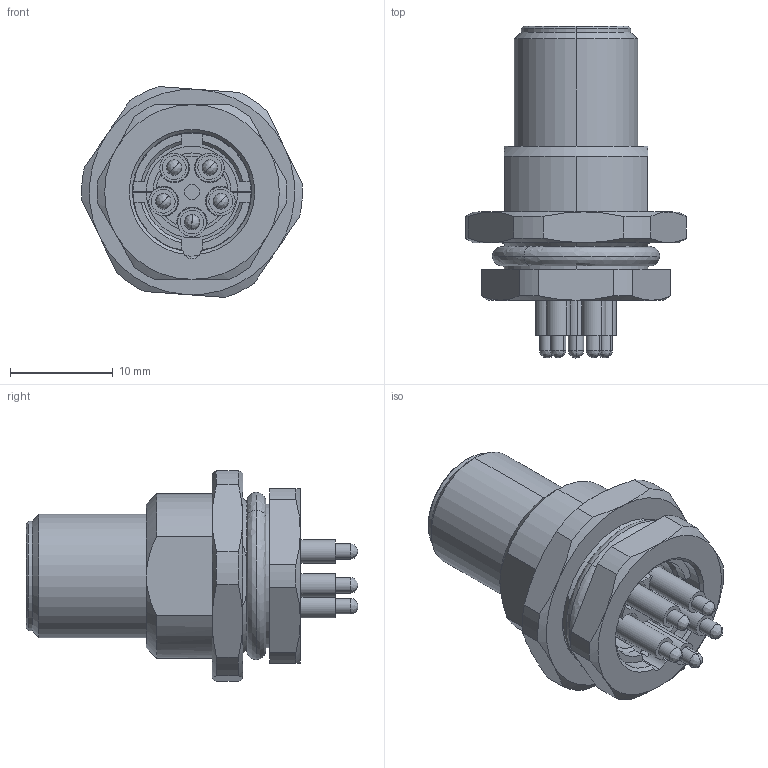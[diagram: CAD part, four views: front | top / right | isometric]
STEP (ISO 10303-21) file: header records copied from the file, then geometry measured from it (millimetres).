
FILE_DESCRIPTION (( 'STEP AP203' ), '1' );
FILE_NAME ('P228.STEP', '2020-04-01T02:26:02', ( 'edpusr' ), ( 'Microsoft' ), 'SwSTEP 2.0', 'SolidWorks 2015', '' );
FILE_SCHEMA (( 'CONFIG_CONTROL_DESIGN' ));
Length unit declared in the file: millimetre
Products named in the file (1): P228
Bounding box: 21.49 x 32.3 x 20.52 mm (x, y, z)
Surface area: 6984.6 mm2 (no closed solid volume)
Topology: 0 solids, 11 shells, 416 faces, 1008 edges, 648 vertices
Faces by surface type: cylinder 193, plane 134, cone 64, bspline 25
Entity records: 12789 total; most frequent: CARTESIAN_POINT 2700, DIRECTION 2255, ORIENTED_EDGE 1994, EDGE_CURVE 1006, AXIS2_PLACEMENT_3D 931, VERTEX_POINT 648, CIRCLE 539, EDGE_LOOP 479
